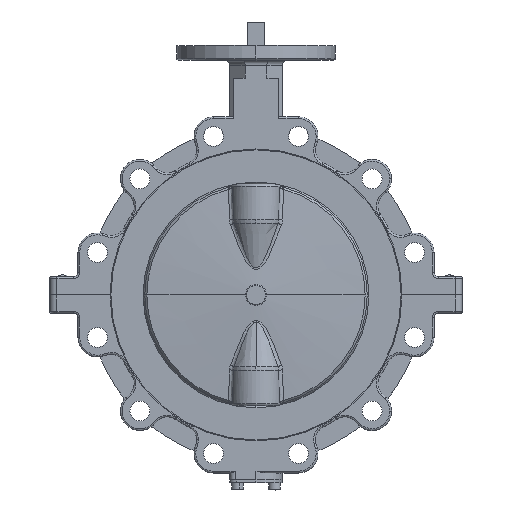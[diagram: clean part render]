
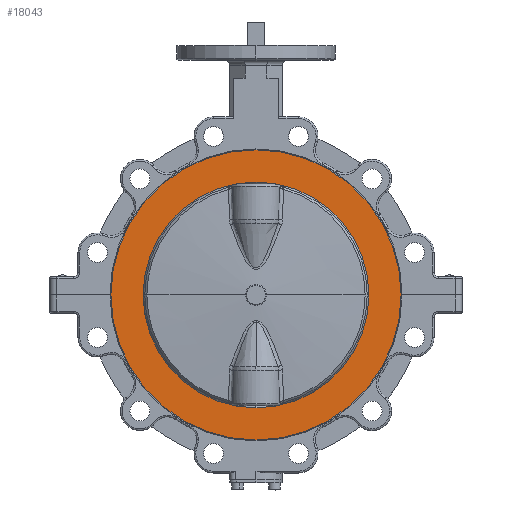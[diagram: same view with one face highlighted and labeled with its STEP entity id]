
A CAD part, top view. The second image highlights one B-rep face of the part: STEP entity #18043.
In plain terms, the highlighted planar face has unit normal (0, 0, 1).
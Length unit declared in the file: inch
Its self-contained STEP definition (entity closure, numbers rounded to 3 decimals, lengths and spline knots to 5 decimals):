
#592 = CIRCLE ( 'NONE', #6880, 6.29921 ) ;
#635 = ORIENTED_EDGE ( 'NONE', *, *, #12977, .F. ) ;
#1082 = DIRECTION ( 'NONE',  ( 0., 0., 1. ) ) ;
#2795 = ORIENTED_EDGE ( 'NONE', *, *, #29623, .T. ) ;
#2832 = CARTESIAN_POINT ( 'NONE',  ( 0., 0., 1.33858 ) ) ;
#3255 = AXIS2_PLACEMENT_3D ( 'NONE', #5698, #1082, #16108 ) ;
#4468 = CARTESIAN_POINT ( 'NONE',  ( 0., -4.90157, 1.33858 ) ) ;
#5534 = DIRECTION ( 'NONE',  ( 0., 0., 1. ) ) ;
#5698 = CARTESIAN_POINT ( 'NONE',  ( 0., 0., 1.33858 ) ) ;
#5947 = DIRECTION ( 'NONE',  ( 0., 0., 1. ) ) ;
#6134 = CARTESIAN_POINT ( 'NONE',  ( 0., -6.29921, 1.33858 ) ) ;
#6785 = EDGE_LOOP ( 'NONE', ( #17789, #2795 ) ) ;
#6880 = AXIS2_PLACEMENT_3D ( 'NONE', #2832, #28193, #15717 ) ;
#8391 = CIRCLE ( 'NONE', #27893, 4.90157 ) ;
#10182 = AXIS2_PLACEMENT_3D ( 'NONE', #21323, #5947, #30984 ) ;
#11525 = DIRECTION ( 'NONE',  ( 0., 0., 1. ) ) ;
#12977 = EDGE_CURVE ( 'NONE', #15903, #25411, #16488, .T. ) ;
#13571 = VERTEX_POINT ( 'NONE', #24761 ) ;
#15717 = DIRECTION ( 'NONE',  ( 0., 1., 0. ) ) ;
#15864 = EDGE_LOOP ( 'NONE', ( #23580, #635 ) ) ;
#15903 = VERTEX_POINT ( 'NONE', #21842 ) ;
#16108 = DIRECTION ( 'NONE',  ( 0., 1., 0. ) ) ;
#16488 = CIRCLE ( 'NONE', #22268, 4.90157 ) ;
#17008 = CARTESIAN_POINT ( 'NONE',  ( 0., 0., 1.33858 ) ) ;
#17789 = ORIENTED_EDGE ( 'NONE', *, *, #25264, .T. ) ;
#18043 = ADVANCED_FACE ( 'NONE', ( #22430, #27161 ), #22269, .T. ) ;
#21323 = CARTESIAN_POINT ( 'NONE',  ( 0., 0., 1.33858 ) ) ;
#21842 = CARTESIAN_POINT ( 'NONE',  ( 0., 4.90157, 1.33858 ) ) ;
#22268 = AXIS2_PLACEMENT_3D ( 'NONE', #17008, #11525, #31290 ) ;
#22269 = PLANE ( 'NONE',  #3255 ) ;
#22430 = FACE_OUTER_BOUND ( 'NONE', #6785, .T. ) ;
#22703 = CARTESIAN_POINT ( 'NONE',  ( 0., 0., 1.33858 ) ) ;
#23580 = ORIENTED_EDGE ( 'NONE', *, *, #28091, .F. ) ;
#24761 = CARTESIAN_POINT ( 'NONE',  ( 0., 6.29921, 1.33858 ) ) ;
#24931 = CIRCLE ( 'NONE', #10182, 6.29921 ) ;
#25264 = EDGE_CURVE ( 'NONE', #29298, #13571, #24931, .T. ) ;
#25411 = VERTEX_POINT ( 'NONE', #4468 ) ;
#27161 = FACE_BOUND ( 'NONE', #15864, .T. ) ;
#27893 = AXIS2_PLACEMENT_3D ( 'NONE', #22703, #5534, #30738 ) ;
#28091 = EDGE_CURVE ( 'NONE', #25411, #15903, #8391, .T. ) ;
#28193 = DIRECTION ( 'NONE',  ( 0., 0., 1. ) ) ;
#29298 = VERTEX_POINT ( 'NONE', #6134 ) ;
#29623 = EDGE_CURVE ( 'NONE', #13571, #29298, #592, .T. ) ;
#30738 = DIRECTION ( 'NONE',  ( 0., 1., 0. ) ) ;
#30984 = DIRECTION ( 'NONE',  ( 0., 1., 0. ) ) ;
#31290 = DIRECTION ( 'NONE',  ( 0., 1., 0. ) ) ;
